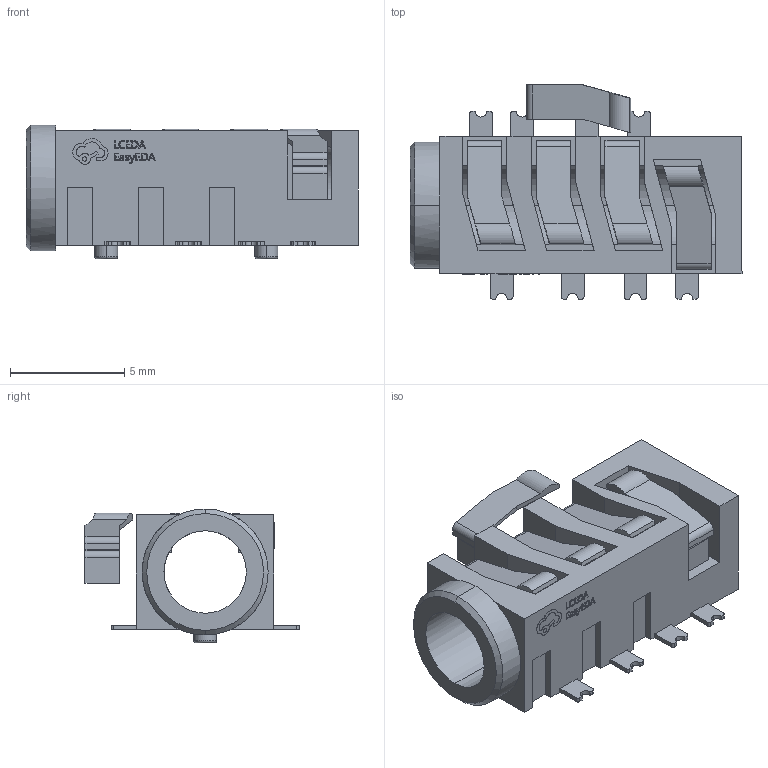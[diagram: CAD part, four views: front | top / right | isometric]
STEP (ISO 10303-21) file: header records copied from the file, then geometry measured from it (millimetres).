
FILE_DESCRIPTION (( 'STEP AP214' ), '1' );
FILE_NAME ('AUDIO-TH_PJ-393-8A.STEP', '2023-11-23T11:49:37', ( '' ), ( '' ), 'SwSTEP 2.0', 'SolidWorks 2020', '' );
FILE_SCHEMA (( 'AUTOMOTIVE_DESIGN' ));
Length unit declared in the file: millimetre
Products named in the file (1): AUDIO-TH_PJ-393-8A
Bounding box: 14.5 x 9.35 x 5.85 mm (x, y, z)
Volume: 221.3 mm3; surface area: 697.7 mm2
Topology: 19 solids, 19 shells, 554 faces, 1498 edges, 995 vertices
Faces by surface type: plane 389, bspline 103, cylinder 56, torus 4, cone 2
Entity records: 24095 total; most frequent: CARTESIAN_POINT 4437, ORIENTED_EDGE 2996, DIRECTION 2330, EDGE_CURVE 1498, LINE 1138, VECTOR 1138, VERTEX_POINT 995, AXIS2_PLACEMENT_3D 596
